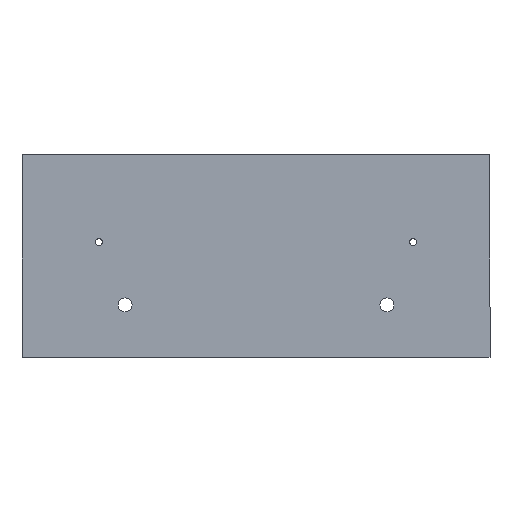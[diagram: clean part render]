
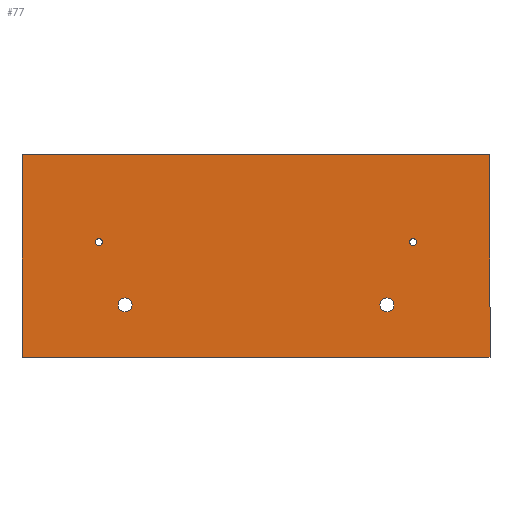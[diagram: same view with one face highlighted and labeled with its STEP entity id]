
A CAD part, top view. The second image highlights one B-rep face of the part: STEP entity #77.
In plain terms, the highlighted planar face has unit normal (0, 0, 1).
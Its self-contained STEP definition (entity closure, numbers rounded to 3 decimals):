
#2 = EDGE_LOOP ( 'NONE', ( #381, #331, #299, #390 ) ) ;
#6 = DIRECTION ( 'NONE',  ( 1., 0., 0. ) ) ;
#7 = AXIS2_PLACEMENT_3D ( 'NONE', #16, #267, #468 ) ;
#9 = VECTOR ( 'NONE', #437, 1000. ) ;
#16 = CARTESIAN_POINT ( 'NONE',  ( 45.769, -1.924, 2. ) ) ;
#21 = ORIENTED_EDGE ( 'NONE', *, *, #284, .F. ) ;
#26 = CARTESIAN_POINT ( 'NONE',  ( -58.731, 41.076, 2. ) ) ;
#28 = VECTOR ( 'NONE', #78, 1000. ) ;
#31 = EDGE_CURVE ( 'NONE', #334, #34, #319, .T. ) ;
#34 = VERTEX_POINT ( 'NONE', #183 ) ;
#36 = CARTESIAN_POINT ( 'NONE',  ( -29.231, -1.924, 2. ) ) ;
#38 = LINE ( 'NONE', #333, #393 ) ;
#39 = EDGE_CURVE ( 'NONE', #252, #243, #104, .T. ) ;
#45 = EDGE_LOOP ( 'NONE', ( #285, #61 ) ) ;
#48 = CARTESIAN_POINT ( 'NONE',  ( -58.731, -16.924, 2. ) ) ;
#51 = CIRCLE ( 'NONE', #357, 1. ) ;
#61 = ORIENTED_EDGE ( 'NONE', *, *, #39, .F. ) ;
#62 = DIRECTION ( 'NONE',  ( 0., 0., 1. ) ) ;
#66 = EDGE_CURVE ( 'NONE', #428, #297, #326, .T. ) ;
#69 = CARTESIAN_POINT ( 'NONE',  ( -31.231, -1.924, 2. ) ) ;
#71 = DIRECTION ( 'NONE',  ( 0., 0., 1. ) ) ;
#73 = CARTESIAN_POINT ( 'NONE',  ( 53.269, 16.076, 2. ) ) ;
#77 = ADVANCED_FACE ( 'NONE', ( #99, #320, #137, #438, #178 ), #101, .T. ) ;
#78 = DIRECTION ( 'NONE',  ( -1., 0., 0. ) ) ;
#80 = DIRECTION ( 'NONE',  ( 1., 0., 0. ) ) ;
#96 = VERTEX_POINT ( 'NONE', #158 ) ;
#98 = DIRECTION ( 'NONE',  ( 1., 0., 0. ) ) ;
#99 = FACE_BOUND ( 'NONE', #171, .T. ) ;
#101 = PLANE ( 'NONE',  #242 ) ;
#104 = CIRCLE ( 'NONE', #442, 1. ) ;
#106 = VERTEX_POINT ( 'NONE', #418 ) ;
#107 = CARTESIAN_POINT ( 'NONE',  ( -36.731, 16.076, 2. ) ) ;
#120 = AXIS2_PLACEMENT_3D ( 'NONE', #36, #372, #228 ) ;
#129 = EDGE_LOOP ( 'NONE', ( #462, #198 ) ) ;
#132 = CARTESIAN_POINT ( 'NONE',  ( 47.769, -1.924, 2. ) ) ;
#137 = FACE_BOUND ( 'NONE', #45, .T. ) ;
#140 = CARTESIAN_POINT ( 'NONE',  ( 0., 0., 2. ) ) ;
#141 = DIRECTION ( 'NONE',  ( 0., 0., 1. ) ) ;
#143 = VECTOR ( 'NONE', #446, 1000. ) ;
#150 = EDGE_LOOP ( 'NONE', ( #21, #417 ) ) ;
#158 = CARTESIAN_POINT ( 'NONE',  ( -27.231, -1.924, 2. ) ) ;
#161 = LINE ( 'NONE', #397, #9 ) ;
#171 = EDGE_LOOP ( 'NONE', ( #290, #482 ) ) ;
#172 = DIRECTION ( 'NONE',  ( 1., 0., 0. ) ) ;
#178 = FACE_OUTER_BOUND ( 'NONE', #2, .T. ) ;
#182 = EDGE_CURVE ( 'NONE', #277, #447, #310, .T. ) ;
#183 = CARTESIAN_POINT ( 'NONE',  ( 54.269, 16.076, 2. ) ) ;
#193 = CARTESIAN_POINT ( 'NONE',  ( 52.269, 16.076, 2. ) ) ;
#194 = CARTESIAN_POINT ( 'NONE',  ( -37.731, 16.076, 2. ) ) ;
#196 = EDGE_CURVE ( 'NONE', #96, #452, #233, .T. ) ;
#198 = ORIENTED_EDGE ( 'NONE', *, *, #31, .F. ) ;
#208 = DIRECTION ( 'NONE',  ( 0., 0., 1. ) ) ;
#211 = EDGE_CURVE ( 'NONE', #297, #317, #38, .T. ) ;
#217 = CIRCLE ( 'NONE', #7, 2. ) ;
#218 = DIRECTION ( 'NONE',  ( 1., 0., 0. ) ) ;
#228 = DIRECTION ( 'NONE',  ( 1., 0., 0. ) ) ;
#229 = EDGE_CURVE ( 'NONE', #106, #428, #448, .T. ) ;
#233 = CIRCLE ( 'NONE', #120, 2. ) ;
#242 = AXIS2_PLACEMENT_3D ( 'NONE', #140, #71, #80 ) ;
#243 = VERTEX_POINT ( 'NONE', #382 ) ;
#247 = DIRECTION ( 'NONE',  ( 0., 0., 1. ) ) ;
#252 = VERTEX_POINT ( 'NONE', #194 ) ;
#256 = CARTESIAN_POINT ( 'NONE',  ( -58.731, 41.076, 2. ) ) ;
#258 = CIRCLE ( 'NONE', #420, 1. ) ;
#267 = DIRECTION ( 'NONE',  ( 0., 0., 1. ) ) ;
#277 = VERTEX_POINT ( 'NONE', #389 ) ;
#278 = CARTESIAN_POINT ( 'NONE',  ( -29.231, -1.924, 2. ) ) ;
#284 = EDGE_CURVE ( 'NONE', #447, #277, #217, .T. ) ;
#285 = ORIENTED_EDGE ( 'NONE', *, *, #459, .F. ) ;
#287 = DIRECTION ( 'NONE',  ( 1., 0., 0. ) ) ;
#290 = ORIENTED_EDGE ( 'NONE', *, *, #196, .F. ) ;
#297 = VERTEX_POINT ( 'NONE', #48 ) ;
#298 = CARTESIAN_POINT ( 'NONE',  ( -58.731, 41.076, 2. ) ) ;
#299 = ORIENTED_EDGE ( 'NONE', *, *, #377, .T. ) ;
#309 = AXIS2_PLACEMENT_3D ( 'NONE', #73, #401, #476 ) ;
#310 = CIRCLE ( 'NONE', #365, 2. ) ;
#317 = VERTEX_POINT ( 'NONE', #466 ) ;
#319 = CIRCLE ( 'NONE', #309, 1. ) ;
#320 = FACE_BOUND ( 'NONE', #150, .T. ) ;
#326 = LINE ( 'NONE', #256, #143 ) ;
#331 = ORIENTED_EDGE ( 'NONE', *, *, #211, .T. ) ;
#333 = CARTESIAN_POINT ( 'NONE',  ( -58.731, -16.924, 2. ) ) ;
#334 = VERTEX_POINT ( 'NONE', #193 ) ;
#335 = CARTESIAN_POINT ( 'NONE',  ( 45.769, -1.924, 2. ) ) ;
#338 = CIRCLE ( 'NONE', #404, 2. ) ;
#357 = AXIS2_PLACEMENT_3D ( 'NONE', #359, #141, #172 ) ;
#359 = CARTESIAN_POINT ( 'NONE',  ( -36.731, 16.076, 2. ) ) ;
#361 = CARTESIAN_POINT ( 'NONE',  ( 53.269, 16.076, 2. ) ) ;
#365 = AXIS2_PLACEMENT_3D ( 'NONE', #335, #450, #6 ) ;
#368 = DIRECTION ( 'NONE',  ( 1., 0., 0. ) ) ;
#372 = DIRECTION ( 'NONE',  ( 0., 0., 1. ) ) ;
#377 = EDGE_CURVE ( 'NONE', #317, #106, #161, .T. ) ;
#381 = ORIENTED_EDGE ( 'NONE', *, *, #66, .T. ) ;
#382 = CARTESIAN_POINT ( 'NONE',  ( -35.731, 16.076, 2. ) ) ;
#389 = CARTESIAN_POINT ( 'NONE',  ( 43.769, -1.924, 2. ) ) ;
#390 = ORIENTED_EDGE ( 'NONE', *, *, #229, .T. ) ;
#393 = VECTOR ( 'NONE', #218, 1000. ) ;
#397 = CARTESIAN_POINT ( 'NONE',  ( 75.269, 41.076, 2. ) ) ;
#401 = DIRECTION ( 'NONE',  ( 0., 0., 1. ) ) ;
#404 = AXIS2_PLACEMENT_3D ( 'NONE', #278, #247, #287 ) ;
#417 = ORIENTED_EDGE ( 'NONE', *, *, #182, .F. ) ;
#418 = CARTESIAN_POINT ( 'NONE',  ( 75.269, 41.076, 2. ) ) ;
#420 = AXIS2_PLACEMENT_3D ( 'NONE', #361, #62, #98 ) ;
#427 = EDGE_CURVE ( 'NONE', #34, #334, #258, .T. ) ;
#428 = VERTEX_POINT ( 'NONE', #26 ) ;
#437 = DIRECTION ( 'NONE',  ( 0., 1., 0. ) ) ;
#438 = FACE_BOUND ( 'NONE', #129, .T. ) ;
#442 = AXIS2_PLACEMENT_3D ( 'NONE', #107, #208, #368 ) ;
#446 = DIRECTION ( 'NONE',  ( 0., -1., 0. ) ) ;
#447 = VERTEX_POINT ( 'NONE', #132 ) ;
#448 = LINE ( 'NONE', #298, #28 ) ;
#450 = DIRECTION ( 'NONE',  ( 0., 0., 1. ) ) ;
#452 = VERTEX_POINT ( 'NONE', #69 ) ;
#459 = EDGE_CURVE ( 'NONE', #243, #252, #51, .T. ) ;
#462 = ORIENTED_EDGE ( 'NONE', *, *, #427, .F. ) ;
#466 = CARTESIAN_POINT ( 'NONE',  ( 75.269, -16.924, 2. ) ) ;
#468 = DIRECTION ( 'NONE',  ( 1., 0., 0. ) ) ;
#472 = EDGE_CURVE ( 'NONE', #452, #96, #338, .T. ) ;
#476 = DIRECTION ( 'NONE',  ( 1., 0., 0. ) ) ;
#482 = ORIENTED_EDGE ( 'NONE', *, *, #472, .F. ) ;
